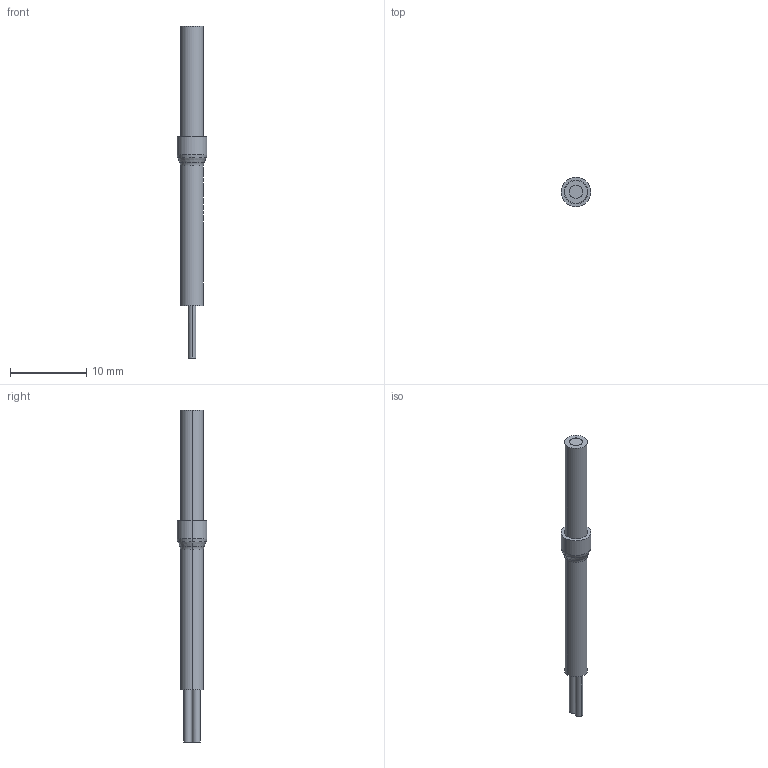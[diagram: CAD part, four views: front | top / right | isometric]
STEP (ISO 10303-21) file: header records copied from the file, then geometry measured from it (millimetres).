
FILE_DESCRIPTION((''),'2;1');
FILE_NAME('PRT0002','2022-02-22T',('EDY'),(''),'CREO PARAMETRIC BY PTC INC, 2018070','CREO PARAMETRIC BY PTC INC, 2018070','');
FILE_SCHEMA(('CONFIG_CONTROL_DESIGN'));
Length unit declared in the file: millimetre
Products named in the file (1): PRT0002
Bounding box: 3.9 x 3.9 x 43.51 mm (x, y, z)
Volume: 237 mm3; surface area: 730.3 mm2
Topology: 4 solids, 4 shells, 43 faces, 200 edges, 168 vertices
Faces by surface type: cylinder 20, plane 7, extrusion 4, bspline 4, cone 4, torus 4
Entity records: 3116 total; most frequent: CARTESIAN_POINT 832, ORIENTED_EDGE 400, DIRECTION 321, EDGE_CURVE 200, VERTEX_POINT 168, AXIS2_PLACEMENT_3D 120, FILL_AREA_STYLE_COLOUR 86, FILL_AREA_STYLE 86
